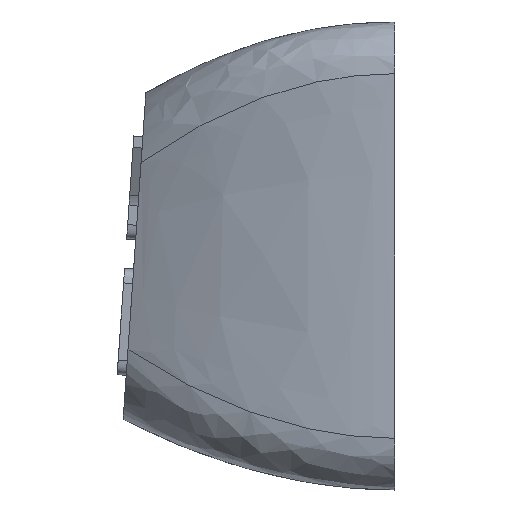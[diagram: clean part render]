
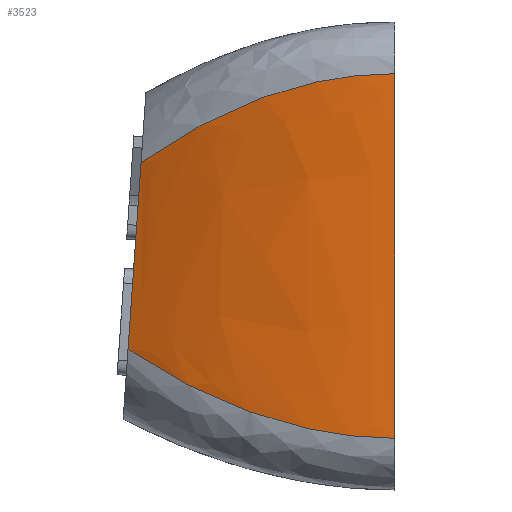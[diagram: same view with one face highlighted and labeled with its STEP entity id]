
A CAD part, left-side view. The second image highlights one B-rep face of the part: STEP entity #3523.
In plain terms, the highlighted free-form (B-spline) face has degree [3, 3] with [4, 4] control points.
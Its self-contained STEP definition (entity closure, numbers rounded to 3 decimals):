
#41=B_SPLINE_SURFACE_WITH_KNOTS('',3,3,((#5150,#5151,#5152,#5153),(#5154,
#5155,#5156,#5157),(#5158,#5159,#5160,#5161),(#5162,#5163,#5164,#5165)),
 .UNSPECIFIED.,.F.,.F.,.F.,(4,4),(4,4),(0.,1.),(0.,1.),.UNSPECIFIED.);
#174=B_SPLINE_CURVE_WITH_KNOTS('',3,(#5145,#5146,#5147,#5148),
 .UNSPECIFIED.,.F.,.F.,(4,4),(0.,1.),.UNSPECIFIED.);
#175=B_SPLINE_CURVE_WITH_KNOTS('',3,(#5169,#5170,#5171,#5172),
 .UNSPECIFIED.,.F.,.F.,(4,4),(0.,1.),.UNSPECIFIED.);
#360=FACE_OUTER_BOUND('',#552,.T.);
#552=EDGE_LOOP('',(#2420,#2421,#2422,#2423));
#792=LINE('',#5167,#1107);
#793=LINE('',#5173,#1108);
#1107=VECTOR('',#3922,10.);
#1108=VECTOR('',#3923,10.);
#1467=VERTEX_POINT('',#5142);
#1468=VERTEX_POINT('',#5144);
#1469=VERTEX_POINT('',#5166);
#1470=VERTEX_POINT('',#5168);
#1850=EDGE_CURVE('',#1467,#1468,#174,.T.);
#1852=EDGE_CURVE('',#1469,#1467,#792,.T.);
#1853=EDGE_CURVE('',#1469,#1470,#175,.T.);
#1854=EDGE_CURVE('',#1470,#1468,#793,.T.);
#2420=ORIENTED_EDGE('',*,*,#1852,.F.);
#2421=ORIENTED_EDGE('',*,*,#1853,.T.);
#2422=ORIENTED_EDGE('',*,*,#1854,.T.);
#2423=ORIENTED_EDGE('',*,*,#1850,.F.);
#3523=ADVANCED_FACE('',(#360),#41,.F.);
#3922=DIRECTION('',(0.,-0.07,0.998));
#3923=DIRECTION('',(0.,0.,1.));
#5142=CARTESIAN_POINT('',(2.7,9.814,12.671));
#5144=CARTESIAN_POINT('',(0.,0.,16.1));
#5145=CARTESIAN_POINT('Ctrl Pts',(2.7,9.814,12.671));
#5146=CARTESIAN_POINT('Ctrl Pts',(0.9,6.543,14.957));
#5147=CARTESIAN_POINT('Ctrl Pts',(0.,3.356,
16.1));
#5148=CARTESIAN_POINT('Ctrl Pts',(0.,0.,
16.1));
#5150=CARTESIAN_POINT('Ctrl Pts',(2.7,10.32,5.433));
#5151=CARTESIAN_POINT('Ctrl Pts',(0.9,6.88,3.144));
#5152=CARTESIAN_POINT('Ctrl Pts',(0.,3.356,
2.));
#5153=CARTESIAN_POINT('Ctrl Pts',(0.,0.,2.));
#5154=CARTESIAN_POINT('Ctrl Pts',(2.7,10.221,6.843));
#5155=CARTESIAN_POINT('Ctrl Pts',(0.939,6.814,4.776));
#5156=CARTESIAN_POINT('Ctrl Pts',(0.,3.356,
3.047));
#5157=CARTESIAN_POINT('Ctrl Pts',(0.,0.,3.047));
#5158=CARTESIAN_POINT('Ctrl Pts',(2.7,9.913,11.261));
#5159=CARTESIAN_POINT('Ctrl Pts',(0.939,6.608,13.325));
#5160=CARTESIAN_POINT('Ctrl Pts',(0.,3.356,
15.053));
#5161=CARTESIAN_POINT('Ctrl Pts',(0.,0.,15.053));
#5162=CARTESIAN_POINT('Ctrl Pts',(2.7,9.814,12.671));
#5163=CARTESIAN_POINT('Ctrl Pts',(0.9,6.543,14.957));
#5164=CARTESIAN_POINT('Ctrl Pts',(0.,3.356,
16.1));
#5165=CARTESIAN_POINT('Ctrl Pts',(0.,0.,16.1));
#5166=CARTESIAN_POINT('',(2.7,10.32,5.433));
#5167=CARTESIAN_POINT('',(2.7,10.32,5.433));
#5168=CARTESIAN_POINT('',(0.,0.,2.));
#5169=CARTESIAN_POINT('Ctrl Pts',(2.7,10.32,5.433));
#5170=CARTESIAN_POINT('Ctrl Pts',(0.9,6.88,3.144));
#5171=CARTESIAN_POINT('Ctrl Pts',(0.,3.356,
2.));
#5172=CARTESIAN_POINT('Ctrl Pts',(0.,0.,2.));
#5173=CARTESIAN_POINT('',(0.,0.,2.));
